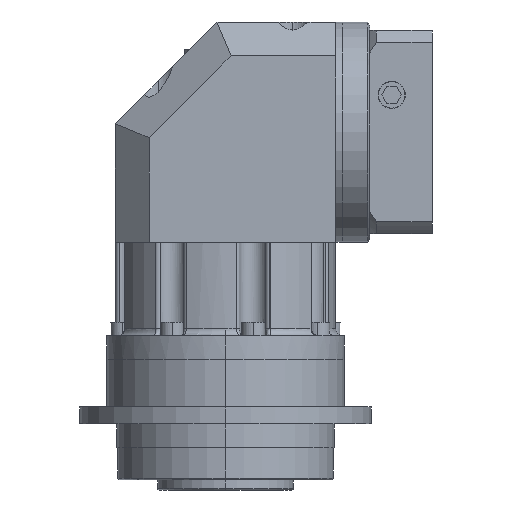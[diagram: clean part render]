
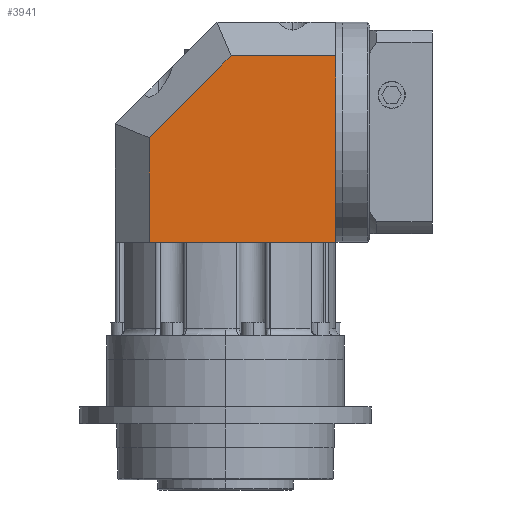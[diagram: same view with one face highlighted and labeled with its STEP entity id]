
A CAD part, left-side view. The second image highlights one B-rep face of the part: STEP entity #3941.
In plain terms, the highlighted planar face has unit normal (-1, 0, 0).
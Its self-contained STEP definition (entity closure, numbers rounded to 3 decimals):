
#429 = LINE ( 'NONE', #16972, #13207 ) ;
#741 = ORIENTED_EDGE ( 'NONE', *, *, #16786, .T. ) ;
#1267 = EDGE_CURVE ( 'NONE', #15078, #13416, #5277, .T. ) ;
#1842 = LINE ( 'NONE', #13427, #11568 ) ;
#1868 = EDGE_CURVE ( 'NONE', #15078, #11341, #8140, .T. ) ;
#2324 = DIRECTION ( 'NONE',  ( 0., 1., 0. ) ) ;
#2445 = VECTOR ( 'NONE', #15502, 1000. ) ;
#2448 = EDGE_CURVE ( 'NONE', #13416, #14651, #429, .T. ) ;
#2571 = EDGE_CURVE ( 'NONE', #10255, #14651, #1842, .T. ) ;
#3228 = VECTOR ( 'NONE', #7256, 1000. ) ;
#3637 = EDGE_CURVE ( 'NONE', #11341, #11359, #13756, .T. ) ;
#3872 = CARTESIAN_POINT ( 'NONE',  ( -32.5, 32.5, 65. ) ) ;
#3941 = ADVANCED_FACE ( 'NONE', ( #11912 ), #5236, .F. ) ;
#4199 = CARTESIAN_POINT ( 'NONE',  ( -32.5, -32.5, 32.5 ) ) ;
#5236 = PLANE ( 'NONE',  #9403 ) ;
#5277 = LINE ( 'NONE', #8859, #11849 ) ;
#5564 = DIRECTION ( 'NONE',  ( 0., -1., 0. ) ) ;
#6228 = CARTESIAN_POINT ( 'NONE',  ( -32.5, -32.5, 55. ) ) ;
#7256 = DIRECTION ( 'NONE',  ( 0., 0.707, -0.707 ) ) ;
#7832 = ORIENTED_EDGE ( 'NONE', *, *, #2448, .F. ) ;
#7882 = ORIENTED_EDGE ( 'NONE', *, *, #3637, .T. ) ;
#8140 = LINE ( 'NONE', #11586, #15120 ) ;
#8177 = CARTESIAN_POINT ( 'NONE',  ( -32.5, -1.642, 55. ) ) ;
#8586 = CARTESIAN_POINT ( 'NONE',  ( -32.5, 25.429, 27.929 ) ) ;
#8859 = CARTESIAN_POINT ( 'NONE',  ( -32.5, -32.5, 65. ) ) ;
#9403 = AXIS2_PLACEMENT_3D ( 'NONE', #3872, #15717, #14408 ) ;
#10255 = VERTEX_POINT ( 'NONE', #16858 ) ;
#10681 = ORIENTED_EDGE ( 'NONE', *, *, #2571, .T. ) ;
#10803 = CARTESIAN_POINT ( 'NONE',  ( -32.5, 22.5, 30.858 ) ) ;
#11341 = VERTEX_POINT ( 'NONE', #8177 ) ;
#11359 = VERTEX_POINT ( 'NONE', #10803 ) ;
#11410 = CARTESIAN_POINT ( 'NONE',  ( -32.5, -32.5, 0. ) ) ;
#11447 = ORIENTED_EDGE ( 'NONE', *, *, #1267, .F. ) ;
#11568 = VECTOR ( 'NONE', #5564, 1000. ) ;
#11586 = CARTESIAN_POINT ( 'NONE',  ( -32.5, 32.5, 55. ) ) ;
#11728 = DIRECTION ( 'NONE',  ( 0., 0., -1. ) ) ;
#11849 = VECTOR ( 'NONE', #12801, 1000. ) ;
#11912 = FACE_OUTER_BOUND ( 'NONE', #12904, .T. ) ;
#12801 = DIRECTION ( 'NONE',  ( 0., 0., -1. ) ) ;
#12904 = EDGE_LOOP ( 'NONE', ( #11447, #16608, #7882, #741, #10681, #7832 ) ) ;
#12993 = LINE ( 'NONE', #14134, #2445 ) ;
#13207 = VECTOR ( 'NONE', #11728, 1000. ) ;
#13416 = VERTEX_POINT ( 'NONE', #4199 ) ;
#13427 = CARTESIAN_POINT ( 'NONE',  ( -32.5, 32.5, 0. ) ) ;
#13756 = LINE ( 'NONE', #8586, #3228 ) ;
#14134 = CARTESIAN_POINT ( 'NONE',  ( -32.5, 22.5, 65. ) ) ;
#14408 = DIRECTION ( 'NONE',  ( 0., 0., -1. ) ) ;
#14651 = VERTEX_POINT ( 'NONE', #11410 ) ;
#15078 = VERTEX_POINT ( 'NONE', #6228 ) ;
#15120 = VECTOR ( 'NONE', #2324, 1000. ) ;
#15502 = DIRECTION ( 'NONE',  ( 0., 0., -1. ) ) ;
#15717 = DIRECTION ( 'NONE',  ( 1., 0., 0. ) ) ;
#16608 = ORIENTED_EDGE ( 'NONE', *, *, #1868, .T. ) ;
#16786 = EDGE_CURVE ( 'NONE', #11359, #10255, #12993, .T. ) ;
#16858 = CARTESIAN_POINT ( 'NONE',  ( -32.5, 22.5, 0. ) ) ;
#16972 = CARTESIAN_POINT ( 'NONE',  ( -32.5, -32.5, 65. ) ) ;
